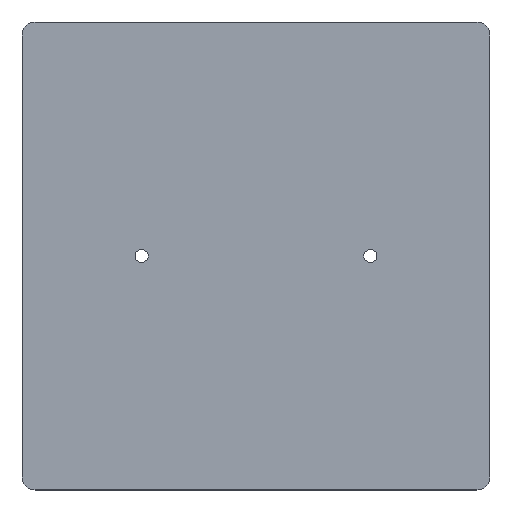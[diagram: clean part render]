
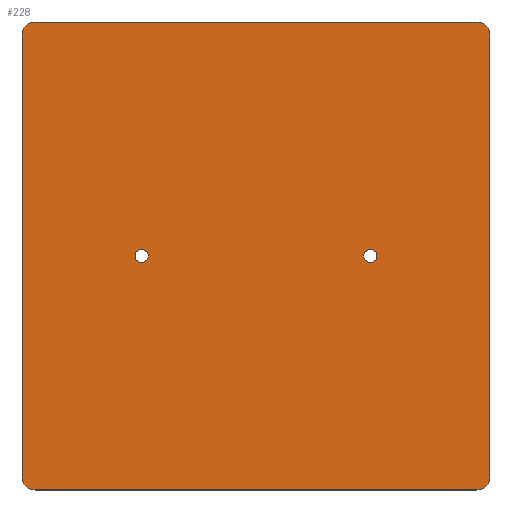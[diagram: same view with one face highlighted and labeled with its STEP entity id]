
A CAD part, top view. The second image highlights one B-rep face of the part: STEP entity #228.
In plain terms, the highlighted planar face has unit normal (0, 0, 1).
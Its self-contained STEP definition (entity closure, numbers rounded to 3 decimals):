
#17=FACE_BOUND('',#51,.T.);
#18=FACE_BOUND('',#52,.T.);
#24=PLANE('',#275);
#36=FACE_OUTER_BOUND('',#50,.T.);
#50=EDGE_LOOP('',(#201,#202,#203,#204,#205,#206,#207,#208));
#51=EDGE_LOOP('',(#209));
#52=EDGE_LOOP('',(#210));
#59=LINE('',#371,#77);
#65=LINE('',#391,#83);
#68=LINE('',#399,#86);
#70=LINE('',#405,#88);
#77=VECTOR('',#304,10.);
#83=VECTOR('',#324,10.);
#86=VECTOR('',#333,10.);
#88=VECTOR('',#341,10.);
#89=CIRCLE('',#253,2.5);
#91=CIRCLE('',#256,2.5);
#93=CIRCLE('',#259,5.);
#98=CIRCLE('',#267,5.);
#99=CIRCLE('',#270,5.);
#100=CIRCLE('',#273,5.);
#101=VERTEX_POINT('',#346);
#103=VERTEX_POINT('',#352);
#105=VERTEX_POINT('',#358);
#106=VERTEX_POINT('',#359);
#110=VERTEX_POINT('',#369);
#116=VERTEX_POINT('',#385);
#117=VERTEX_POINT('',#389);
#118=VERTEX_POINT('',#393);
#119=VERTEX_POINT('',#397);
#120=VERTEX_POINT('',#401);
#121=EDGE_CURVE('',#101,#101,#89,.T.);
#124=EDGE_CURVE('',#103,#103,#91,.T.);
#127=EDGE_CURVE('',#105,#106,#93,.T.);
#133=EDGE_CURVE('',#105,#110,#59,.T.);
#140=EDGE_CURVE('',#116,#110,#98,.T.);
#143=EDGE_CURVE('',#116,#117,#65,.T.);
#144=EDGE_CURVE('',#118,#117,#99,.T.);
#147=EDGE_CURVE('',#118,#119,#68,.T.);
#148=EDGE_CURVE('',#120,#119,#100,.T.);
#150=EDGE_CURVE('',#120,#106,#70,.T.);
#201=ORIENTED_EDGE('',*,*,#127,.F.);
#202=ORIENTED_EDGE('',*,*,#133,.T.);
#203=ORIENTED_EDGE('',*,*,#140,.F.);
#204=ORIENTED_EDGE('',*,*,#143,.T.);
#205=ORIENTED_EDGE('',*,*,#144,.F.);
#206=ORIENTED_EDGE('',*,*,#147,.T.);
#207=ORIENTED_EDGE('',*,*,#148,.F.);
#208=ORIENTED_EDGE('',*,*,#150,.T.);
#209=ORIENTED_EDGE('',*,*,#121,.T.);
#210=ORIENTED_EDGE('',*,*,#124,.T.);
#228=ADVANCED_FACE('',(#36,#17,#18),#24,.T.);
#253=AXIS2_PLACEMENT_3D('',#347,#280,#281);
#256=AXIS2_PLACEMENT_3D('',#353,#287,#288);
#259=AXIS2_PLACEMENT_3D('',#360,#294,#295);
#267=AXIS2_PLACEMENT_3D('',#386,#318,#319);
#270=AXIS2_PLACEMENT_3D('',#394,#327,#328);
#273=AXIS2_PLACEMENT_3D('',#402,#336,#337);
#275=AXIS2_PLACEMENT_3D('',#406,#342,#343);
#280=DIRECTION('center_axis',(0.,0.,-1.));
#281=DIRECTION('ref_axis',(1.,0.,0.));
#287=DIRECTION('center_axis',(0.,0.,-1.));
#288=DIRECTION('ref_axis',(1.,0.,0.));
#294=DIRECTION('center_axis',(0.,0.,-1.));
#295=DIRECTION('ref_axis',(-0.707,-0.707,0.));
#304=DIRECTION('',(1.,0.,0.));
#318=DIRECTION('center_axis',(0.,0.,-1.));
#319=DIRECTION('ref_axis',(0.707,-0.707,0.));
#324=DIRECTION('',(0.,1.,0.));
#327=DIRECTION('center_axis',(0.,0.,-1.));
#328=DIRECTION('ref_axis',(0.707,0.707,0.));
#333=DIRECTION('',(-1.,0.,0.));
#336=DIRECTION('center_axis',(0.,0.,-1.));
#337=DIRECTION('ref_axis',(-0.707,0.707,0.));
#341=DIRECTION('',(0.,-1.,0.));
#342=DIRECTION('center_axis',(0.,0.,1.));
#343=DIRECTION('ref_axis',(1.,0.,0.));
#346=CARTESIAN_POINT('',(-46.5,0.,5.));
#347=CARTESIAN_POINT('Origin',(-44.,0.,5.));
#352=CARTESIAN_POINT('',(41.5,0.,5.));
#353=CARTESIAN_POINT('Origin',(44.,0.,5.));
#358=CARTESIAN_POINT('',(-85.,-90.,5.));
#359=CARTESIAN_POINT('',(-90.,-85.,5.));
#360=CARTESIAN_POINT('Origin',(-85.,-85.,5.));
#369=CARTESIAN_POINT('',(85.,-90.,5.));
#371=CARTESIAN_POINT('',(-90.,-90.,5.));
#385=CARTESIAN_POINT('',(90.,-85.,5.));
#386=CARTESIAN_POINT('Origin',(85.,-85.,5.));
#389=CARTESIAN_POINT('',(90.,85.,5.));
#391=CARTESIAN_POINT('',(90.,-90.,5.));
#393=CARTESIAN_POINT('',(85.,90.,5.));
#394=CARTESIAN_POINT('Origin',(85.,85.,5.));
#397=CARTESIAN_POINT('',(-85.,90.,5.));
#399=CARTESIAN_POINT('',(90.,90.,5.));
#401=CARTESIAN_POINT('',(-90.,85.,5.));
#402=CARTESIAN_POINT('Origin',(-85.,85.,5.));
#405=CARTESIAN_POINT('',(-90.,90.,5.));
#406=CARTESIAN_POINT('Origin',(0.,0.,5.));
